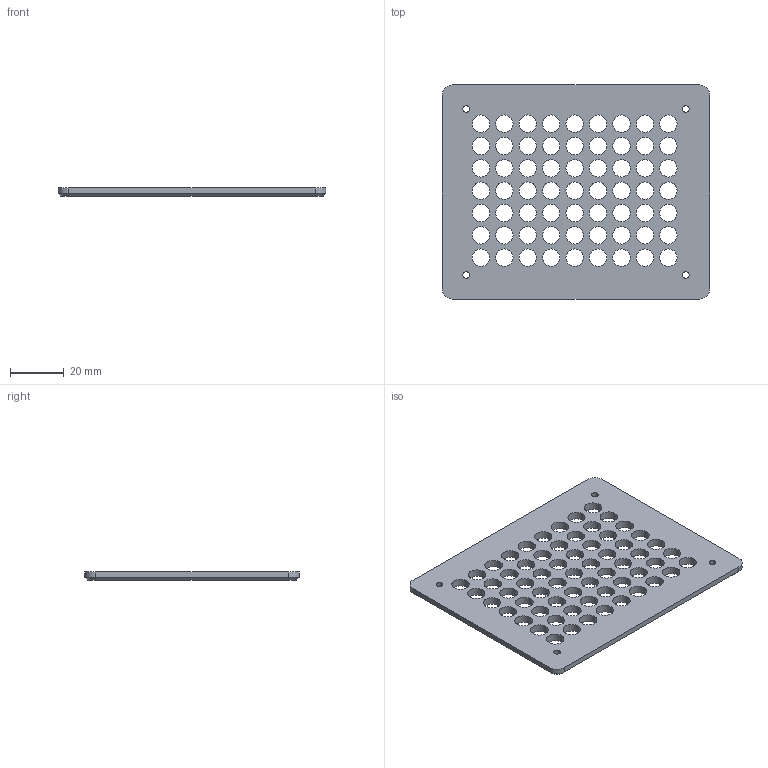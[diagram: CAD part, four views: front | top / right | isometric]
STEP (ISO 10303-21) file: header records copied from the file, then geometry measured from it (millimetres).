
FILE_DESCRIPTION(/* description */ (''),/* implementation_level */ '2;1');
FILE_NAME(/* name */ 'A-00.step',/* time_stamp */ '2023-04-04T21:20:28+08:00',/* author */ (''),/* organization */ (''),/* preprocessor_version */ 'ST-DEVELOPER v19.2',/* originating_system */ 'Autodesk Translation Framework v11.17.0.187',/* authorisation */ '');
FILE_SCHEMA (('AUTOMOTIVE_DESIGN { 1 0 10303 214 3 1 1 }'));
Length unit declared in the file: millimetre
Products named in the file (1): A-00
Bounding box: 100 x 80 x 3 mm (x, y, z)
Volume: 17452.8 mm3; surface area: 16557.1 mm2
Topology: 1 solids, 1 shells, 85 faces, 241 edges, 158 vertices
Faces by surface type: cylinder 71, plane 10, cone 4
Full cylindrical faces by diameter (mm): 2.5 x4, 6.5 x63
Entity records: 3138 total; most frequent: DIRECTION 559, CARTESIAN_POINT 485, ORIENTED_EDGE 482, EDGE_CURVE 241, AXIS2_PLACEMENT_3D 232, EDGE_LOOP 219, VERTEX_POINT 158, CIRCLE 146
